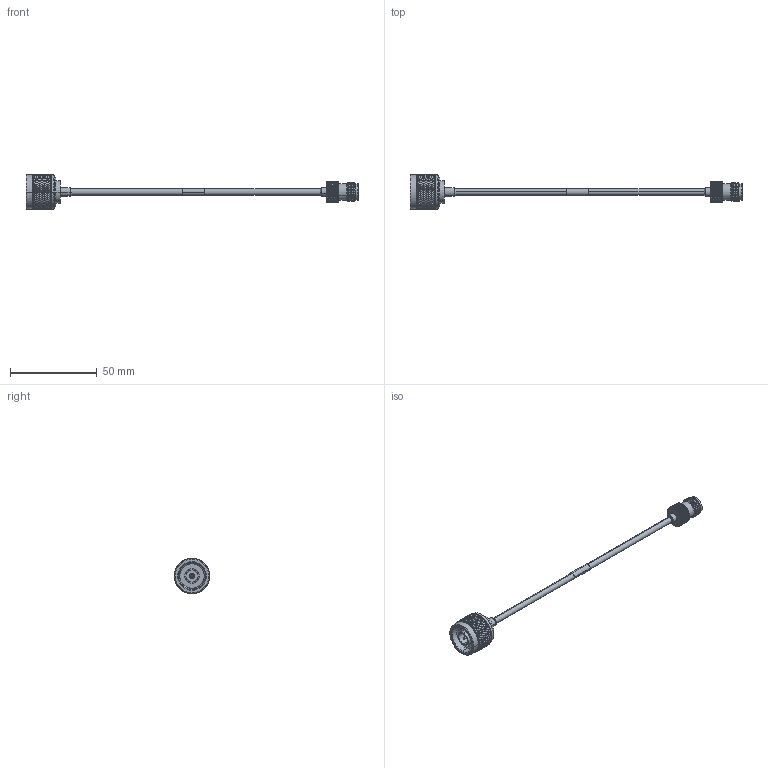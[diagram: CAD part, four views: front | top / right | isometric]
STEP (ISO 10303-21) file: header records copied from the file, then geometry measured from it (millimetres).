
FILE_DESCRIPTION (( 'STEP AP214' ), '1' );
FILE_NAME ('LCCA30446.step', '2020-05-02T08:45:32', ( '' ), ( '' ), 'SwSTEP 2.0', 'SolidWorks 2018', '' );
FILE_SCHEMA (( 'AUTOMOTIVE_DESIGN' ));
Products named in the file (7): LCCN3051; LC141TB (141 FORMABLE); LCCA30446; LCCN3067; 1AW01-003_.152 ID; solder plug right^LCCA30446; solder plug left^LCCA30446
Assembly tree (6 placements, depth 2):
  LCCA30446
    LC141TB (141 FORMABLE)
    LCCN3051
    solder plug left^LCCA30446
    1AW01-003_.152 ID
    LCCN3067
    solder plug right^LCCA30446
Bounding box: 190.98 x 20.32 x 20.32 mm (x, y, z)
Volume: 6918 mm3; surface area: 6873.6 mm2
Topology: 6 solids, 6 shells, 4024 faces, 8575 edges, 4578 vertices
Faces by surface type: bspline 3078, cylinder 849, plane 51, cone 40, sphere 4, torus 2
Entity records: 151639 total; most frequent: CARTESIAN_POINT 99266, ORIENTED_EDGE 17150, EDGE_CURVE 8575, VERTEX_POINT 4578, EDGE_LOOP 4045, FACE_OUTER_BOUND 4024, ADVANCED_FACE 4024, B_SPLINE_CURVE_WITH_KNOTS 3494
